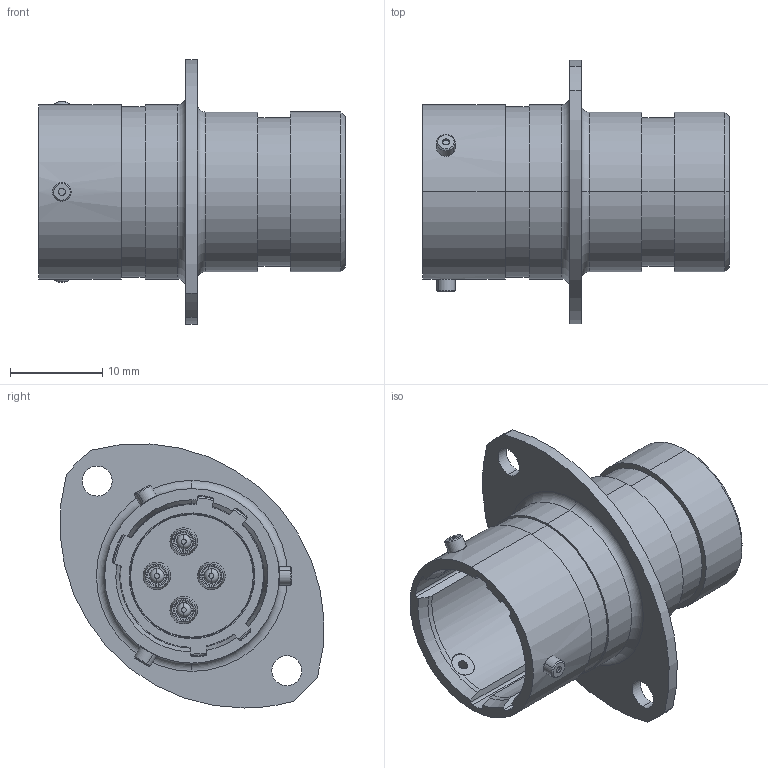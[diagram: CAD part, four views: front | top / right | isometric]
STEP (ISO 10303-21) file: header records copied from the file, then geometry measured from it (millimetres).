
FILE_DESCRIPTION (( 'STEP AP214' ), '1' );
FILE_NAME ('AS012-04PD.STEP', '2014-11-03T13:42:46', ( 'TE Connectivity' ), ( 'TE Connectivity' ), 'SwSTEP 2.0', 'SolidWorks 2014', '' );
FILE_SCHEMA (( 'AUTOMOTIVE_DESIGN' ));
Length unit declared in the file: millimetre
Products named in the file (1): AS012-04PD
Bounding box: 33.31 x 28.61 x 28.66 mm (x, y, z)
Volume: 5591 mm3; surface area: 7602.9 mm2
Topology: 14 solids, 14 shells, 402 faces, 881 edges, 533 vertices
Faces by surface type: cylinder 165, torus 96, plane 75, cone 52, sphere 14
Entity records: 15971 total; most frequent: DIRECTION 2234, CARTESIAN_POINT 2085, ORIENTED_EDGE 1750, AXIS2_PLACEMENT_3D 996, EDGE_CURVE 875, CIRCLE 593, VERTEX_POINT 533, EDGE_LOOP 474
